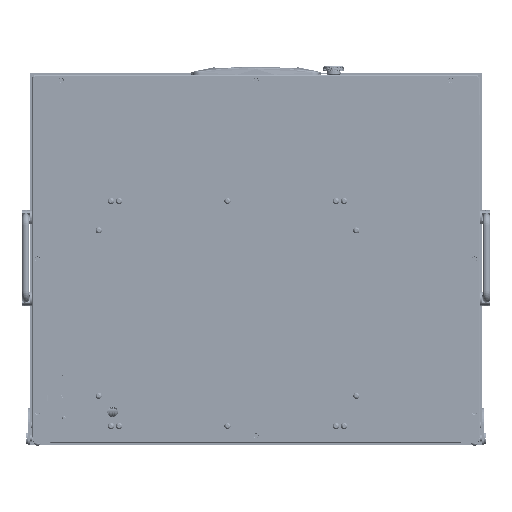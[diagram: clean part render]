
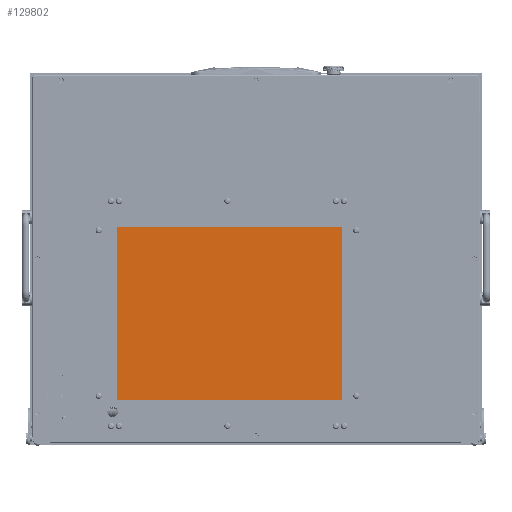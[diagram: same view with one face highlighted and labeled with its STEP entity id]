
A CAD part, front view. The second image highlights one B-rep face of the part: STEP entity #129802.
In plain terms, the highlighted planar face has unit normal (0, -1, 0).
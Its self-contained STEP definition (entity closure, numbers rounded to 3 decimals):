
#1126 = VECTOR ( 'NONE', #35714, 1000. ) ;
#8653 = CARTESIAN_POINT ( 'NONE',  ( 135.25, -4.5, 105.65 ) ) ;
#35714 = DIRECTION ( 'NONE',  ( 0., 0., 1. ) ) ;
#37610 = ORIENTED_EDGE ( 'NONE', *, *, #137506, .T. ) ;
#42444 = CARTESIAN_POINT ( 'NONE',  ( 135.25, -4.5, -105.65 ) ) ;
#43594 = CARTESIAN_POINT ( 'NONE',  ( -141.75, -4.5, -105.65 ) ) ;
#49463 = VERTEX_POINT ( 'NONE', #233921 ) ;
#52389 = CARTESIAN_POINT ( 'NONE',  ( 135.25, -4.5, 105.65 ) ) ;
#56599 = AXIS2_PLACEMENT_3D ( 'NONE', #52389, #92277, #128372 ) ;
#65212 = DIRECTION ( 'NONE',  ( 1., 0., 0. ) ) ;
#70703 = DIRECTION ( 'NONE',  ( 0., 0., -1. ) ) ;
#73291 = CARTESIAN_POINT ( 'NONE',  ( 135.25, -4.5, 105.65 ) ) ;
#74781 = FACE_OUTER_BOUND ( 'NONE', #105280, .T. ) ;
#75738 = EDGE_CURVE ( 'NONE', #126718, #233960, #235874, .T. ) ;
#84651 = DIRECTION ( 'NONE',  ( -1., 0., 0. ) ) ;
#90543 = CARTESIAN_POINT ( 'NONE',  ( 135.25, -4.5, -105.65 ) ) ;
#92277 = DIRECTION ( 'NONE',  ( 0., -1., 0. ) ) ;
#105280 = EDGE_LOOP ( 'NONE', ( #237694, #37610, #234080, #105888 ) ) ;
#105888 = ORIENTED_EDGE ( 'NONE', *, *, #75738, .T. ) ;
#113412 = PLANE ( 'NONE',  #56599 ) ;
#115603 = VECTOR ( 'NONE', #84651, 1000. ) ;
#117839 = EDGE_CURVE ( 'NONE', #233960, #212993, #165257, .T. ) ;
#119390 = EDGE_CURVE ( 'NONE', #49463, #126718, #123130, .T. ) ;
#123130 = LINE ( 'NONE', #127966, #200628 ) ;
#126718 = VERTEX_POINT ( 'NONE', #43594 ) ;
#127966 = CARTESIAN_POINT ( 'NONE',  ( -141.75, -4.5, -105.65 ) ) ;
#128372 = DIRECTION ( 'NONE',  ( 0., 0., -1. ) ) ;
#129802 = ADVANCED_FACE ( 'NONE', ( #74781 ), #113412, .T. ) ;
#137506 = EDGE_CURVE ( 'NONE', #212993, #49463, #181738, .T. ) ;
#165257 = LINE ( 'NONE', #90543, #1126 ) ;
#181016 = CARTESIAN_POINT ( 'NONE',  ( 135.25, -4.5, -105.65 ) ) ;
#181738 = LINE ( 'NONE', #8653, #115603 ) ;
#200628 = VECTOR ( 'NONE', #70703, 1000. ) ;
#212993 = VERTEX_POINT ( 'NONE', #73291 ) ;
#233921 = CARTESIAN_POINT ( 'NONE',  ( -141.75, -4.5, 105.65 ) ) ;
#233960 = VERTEX_POINT ( 'NONE', #42444 ) ;
#234080 = ORIENTED_EDGE ( 'NONE', *, *, #119390, .T. ) ;
#235874 = LINE ( 'NONE', #181016, #236966 ) ;
#236966 = VECTOR ( 'NONE', #65212, 1000. ) ;
#237694 = ORIENTED_EDGE ( 'NONE', *, *, #117839, .T. ) ;
